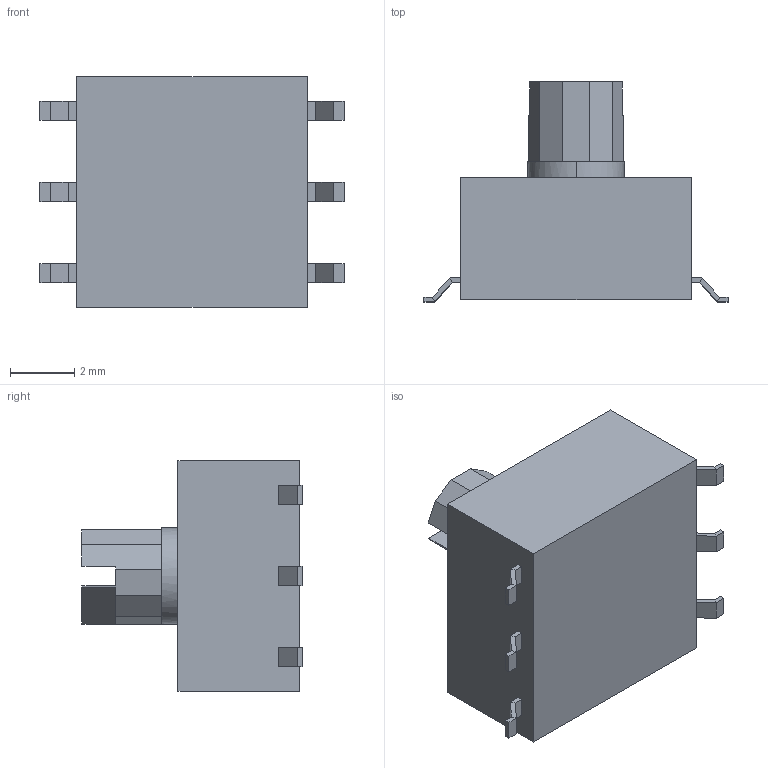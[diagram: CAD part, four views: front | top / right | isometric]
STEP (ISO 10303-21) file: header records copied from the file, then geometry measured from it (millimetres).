
FILE_DESCRIPTION (( 'STEP AP214' ), '1' );
FILE_NAME ('220AMC10R.STEP', '2015-07-16T12:59:44', ( '' ), ( '' ), 'SwSTEP 2.0', 'SolidWorks 2015', '' );
FILE_SCHEMA (( 'AUTOMOTIVE_DESIGN' ));
Length unit declared in the file: millimetre
Products named in the file (1): 220AMC10R
Bounding box: 9.5 x 6.88 x 7.2 mm (x, y, z)
Volume: 215.4 mm3; surface area: 258.2 mm2
Topology: 1 solids, 1 shells, 117 faces, 250 edges, 142 vertices
Faces by surface type: plane 115, cylinder 2
Entity records: 3040 total; most frequent: CARTESIAN_POINT 510, DIRECTION 500, ORIENTED_EDGE 500, EDGE_CURVE 250, VECTOR 236, LINE 236, VERTEX_POINT 142, AXIS2_PLACEMENT_3D 132
